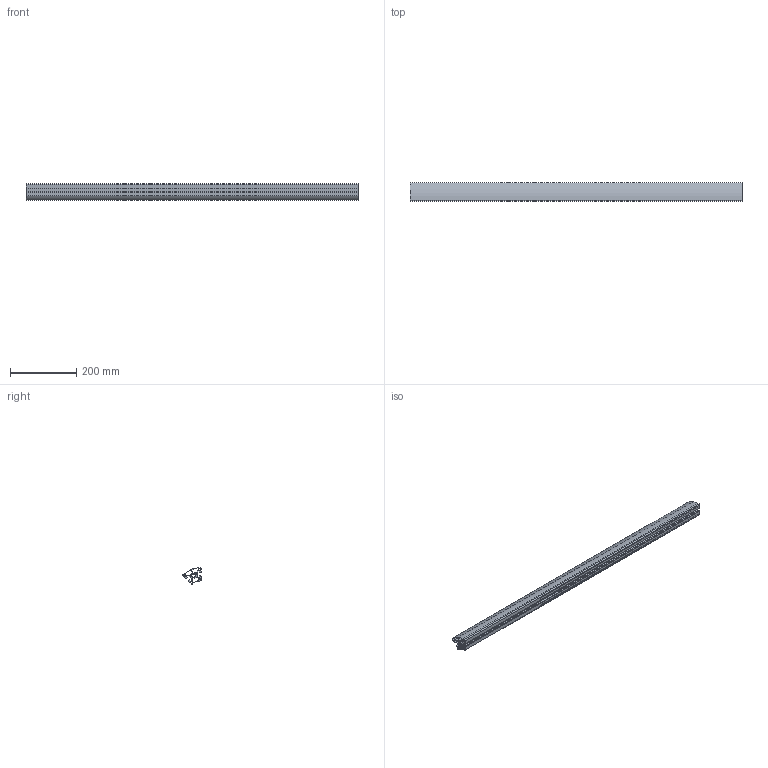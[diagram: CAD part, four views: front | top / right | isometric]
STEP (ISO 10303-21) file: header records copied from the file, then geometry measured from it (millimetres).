
FILE_DESCRIPTION (( 'STEP AP214' ), '1' );
FILE_NAME ('3_842_993_197_1000-Bosch.step', '2020-07-02T12:05:38', ( '' ), ( '' ), 'SwSTEP 2.0', 'SolidWorks 2010', '' );
FILE_SCHEMA (( 'AUTOMOTIVE_DESIGN' ));
Length unit declared in the file: millimetre
Products named in the file (1): 3_842_993_197_1000-Bosch
Bounding box: 1000 x 55.28 x 50.49 mm (x, y, z)
Volume: 671107.8 mm3; surface area: 550931.1 mm2
Topology: 1 solids, 1 shells, 138 faces, 408 edges, 272 vertices
Faces by surface type: plane 97, cylinder 41
Entity records: 4644 total; most frequent: CARTESIAN_POINT 819, ORIENTED_EDGE 816, DIRECTION 768, EDGE_CURVE 408, VECTOR 326, LINE 326, VERTEX_POINT 272, AXIS2_PLACEMENT_3D 221
